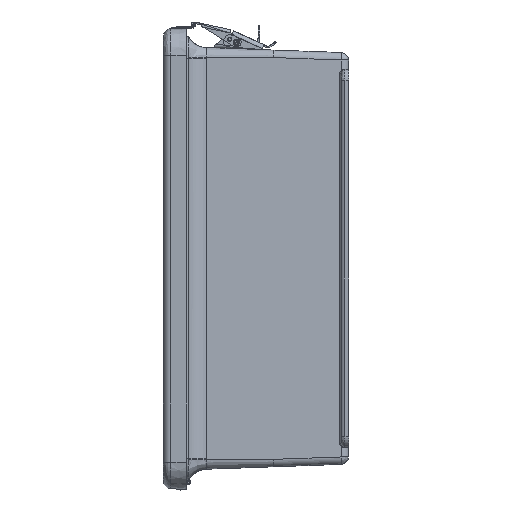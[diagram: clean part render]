
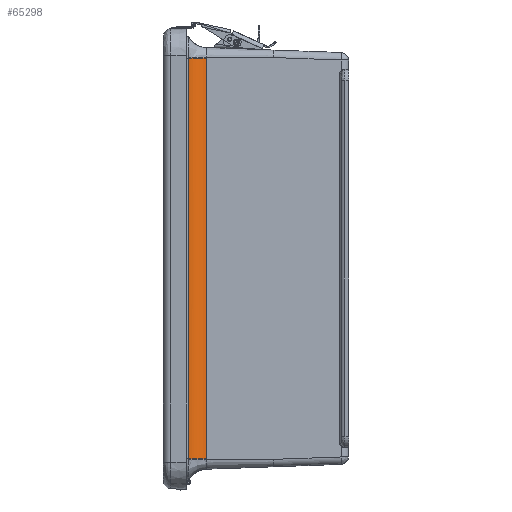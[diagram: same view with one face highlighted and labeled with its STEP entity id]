
A CAD part, left-side view. The second image highlights one B-rep face of the part: STEP entity #65298.
In plain terms, the highlighted cylindrical face has radius 19.05 mm (diameter 38.1 mm), a partial arc.
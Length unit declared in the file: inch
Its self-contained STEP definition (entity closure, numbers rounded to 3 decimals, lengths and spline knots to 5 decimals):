
#698 = EDGE_CURVE ( 'NONE', #7305, #32357, #55216, .T. ) ;
#3324 = CARTESIAN_POINT ( 'NONE',  ( 8.44838, -6.7175, 0.62463 ) ) ;
#3350 = CARTESIAN_POINT ( 'NONE',  ( 8.44838, 6.7175, 0.62463 ) ) ;
#3422 = LINE ( 'NONE', #13650, #62776 ) ;
#3706 = CARTESIAN_POINT ( 'NONE',  ( 8.1363, 6.7175, 0.95782 ) ) ;
#7305 = VERTEX_POINT ( 'NONE', #60640 ) ;
#10395 = B_SPLINE_CURVE_WITH_KNOTS ( 'NONE', 3,
 ( #55665, #14240, #3706, #25397, #66496, #3350 ),
 .UNSPECIFIED., .F., .F.,
 ( 4, 1, 1, 4 ),
 ( 0., 0.42857, 0.71429, 1. ),
 .UNSPECIFIED. ) ;
#13650 = CARTESIAN_POINT ( 'NONE',  ( 8.0881, 6.7422, 1.2388 ) ) ;
#13805 = CARTESIAN_POINT ( 'NONE',  ( 8.44838, 6.71751, 0.62463 ) ) ;
#14240 = CARTESIAN_POINT ( 'NONE',  ( 8.0919, 6.7175, 1.13288 ) ) ;
#17700 = ORIENTED_EDGE ( 'NONE', *, *, #33038, .F. ) ;
#18952 = CARTESIAN_POINT ( 'NONE',  ( 8.0919, -6.7175, 1.13288 ) ) ;
#20420 = CARTESIAN_POINT ( 'NONE',  ( 8.0881, -6.7175, 1.2388 ) ) ;
#21604 = B_SPLINE_CURVE_WITH_KNOTS ( 'NONE', 3,
 ( #3324, #49540, #34577, #65481, #18952, #44452 ),
 .UNSPECIFIED., .F., .F.,
 ( 4, 1, 1, 4 ),
 ( 0., 0.28571, 0.57143, 1. ),
 .UNSPECIFIED. ) ;
#24478 = CYLINDRICAL_SURFACE ( 'NONE', #52123, 0.75 ) ;
#25397 = CARTESIAN_POINT ( 'NONE',  ( 8.27768, 6.7175, 0.75184 ) ) ;
#25493 = DIRECTION ( 'NONE',  ( 0., 1., 0. ) ) ;
#26754 = ORIENTED_EDGE ( 'NONE', *, *, #43995, .F. ) ;
#32357 = VERTEX_POINT ( 'NONE', #66304 ) ;
#33038 = EDGE_CURVE ( 'NONE', #32357, #61943, #21604, .T. ) ;
#34577 = CARTESIAN_POINT ( 'NONE',  ( 8.27768, -6.7175, 0.75184 ) ) ;
#36702 = CARTESIAN_POINT ( 'NONE',  ( 8.83762, 6.71751, 1.26572 ) ) ;
#40721 = ORIENTED_EDGE ( 'NONE', *, *, #698, .F. ) ;
#43995 = EDGE_CURVE ( 'NONE', #61943, #65213, #3422, .T. ) ;
#44037 = EDGE_LOOP ( 'NONE', ( #48856, #26754, #17700, #40721 ) ) ;
#44452 = CARTESIAN_POINT ( 'NONE',  ( 8.0881, -6.7175, 1.2388 ) ) ;
#48856 = ORIENTED_EDGE ( 'NONE', *, *, #58457, .F. ) ;
#49458 = DIRECTION ( 'NONE',  ( 0., -1., 0. ) ) ;
#49540 = CARTESIAN_POINT ( 'NONE',  ( 8.38798, -6.7175, 0.6613 ) ) ;
#51673 = DIRECTION ( 'NONE',  ( 0., 0., 1. ) ) ;
#52123 = AXIS2_PLACEMENT_3D ( 'NONE', #36702, #25493, #51673 ) ;
#52263 = VECTOR ( 'NONE', #49458, 39.37008 ) ;
#53760 = DIRECTION ( 'NONE',  ( 0., 1., 0. ) ) ;
#55216 = LINE ( 'NONE', #13805, #52263 ) ;
#55665 = CARTESIAN_POINT ( 'NONE',  ( 8.0881, 6.7175, 1.2388 ) ) ;
#55777 = FACE_OUTER_BOUND ( 'NONE', #44037, .T. ) ;
#58457 = EDGE_CURVE ( 'NONE', #65213, #7305, #10395, .T. ) ;
#59487 = CARTESIAN_POINT ( 'NONE',  ( 8.0881, 6.7175, 1.2388 ) ) ;
#60640 = CARTESIAN_POINT ( 'NONE',  ( 8.44838, 6.7175, 0.62463 ) ) ;
#61943 = VERTEX_POINT ( 'NONE', #20420 ) ;
#62776 = VECTOR ( 'NONE', #53760, 39.37008 ) ;
#65213 = VERTEX_POINT ( 'NONE', #59487 ) ;
#65298 = ADVANCED_FACE ( 'NONE', ( #55777 ), #24478, .F. ) ;
#65481 = CARTESIAN_POINT ( 'NONE',  ( 8.1363, -6.7175, 0.95782 ) ) ;
#66304 = CARTESIAN_POINT ( 'NONE',  ( 8.44838, -6.7175, 0.62463 ) ) ;
#66496 = CARTESIAN_POINT ( 'NONE',  ( 8.38798, 6.7175, 0.6613 ) ) ;
